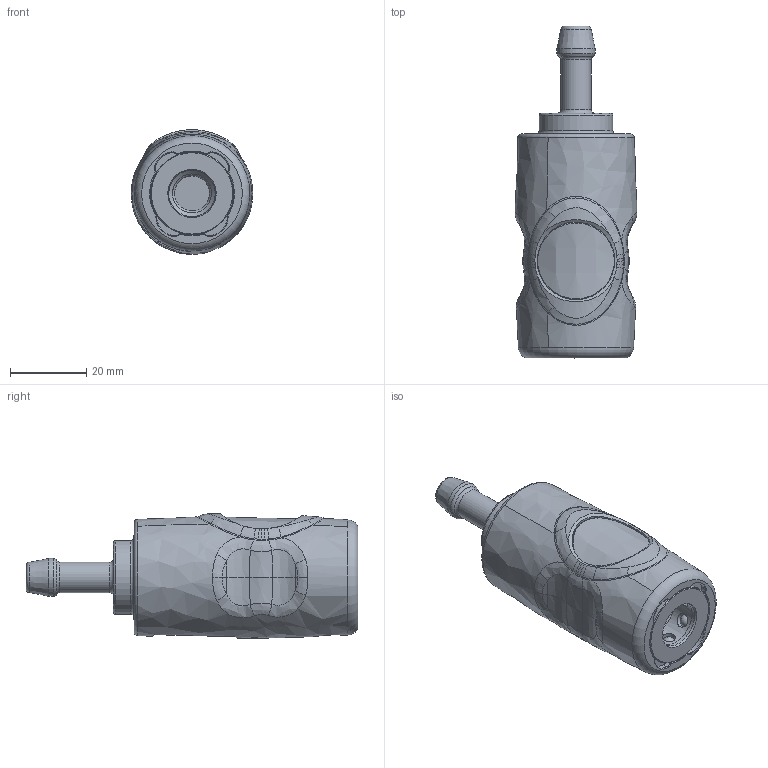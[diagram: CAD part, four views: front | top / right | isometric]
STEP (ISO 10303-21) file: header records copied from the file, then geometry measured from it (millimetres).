
FILE_DESCRIPTION(/* description */ (''),/* implementation_level */ '2;1');
FILE_NAME(/* name */ 'kdssip_8_nw7.stp',/* time_stamp */ '2017-06-16T12:35:47+02:00',/* author */ ('Hamoud'),/* organization */ (''),/* preprocessor_version */ 'ST-DEVELOPER v15.6',/* originating_system */ 'Autodesk Inventor LT ',/* authorisation */ '');
FILE_SCHEMA (('AUTOMOTIVE_DESIGN { 1 0 10303 214 3 1 1 }'));
Length unit declared in the file: millimetre
Products named in the file (1): kdssip_8_nw7
Bounding box: 31.98 x 87.3 x 32.81 mm (x, y, z)
Volume: 45519.3 mm3; surface area: 14240.1 mm2
Topology: 7 solids, 7 shells, 219 faces, 513 edges, 311 vertices
Faces by surface type: bspline 82, cylinder 42, plane 40, cone 23, torus 18, sphere 14
Full cylindrical faces by diameter (mm): 3.6 x6, 5.5 x1, 8 x1, 10 x1, 10.25 x2, 12.25 x2, 17.25 x2, 19.4 x1, 20.3 x1, 20.4 x1, 21.8 x1
Entity records: 11241 total; most frequent: CARTESIAN_POINT 6940, ORIENTED_EDGE 882, DIRECTION 788, EDGE_CURVE 441, AXIS2_PLACEMENT_3D 373, EDGE_LOOP 284, VERTEX_POINT 281, CIRCLE 229
